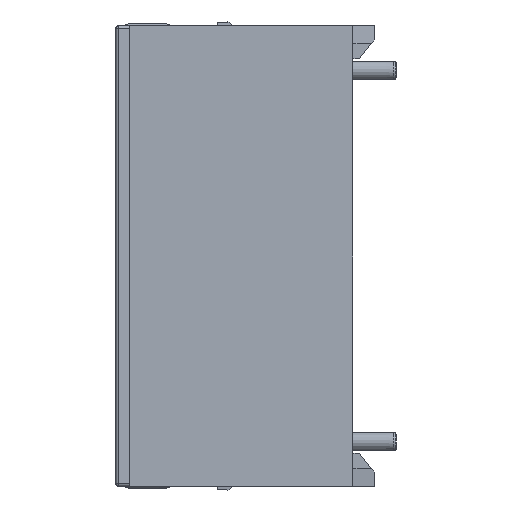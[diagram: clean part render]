
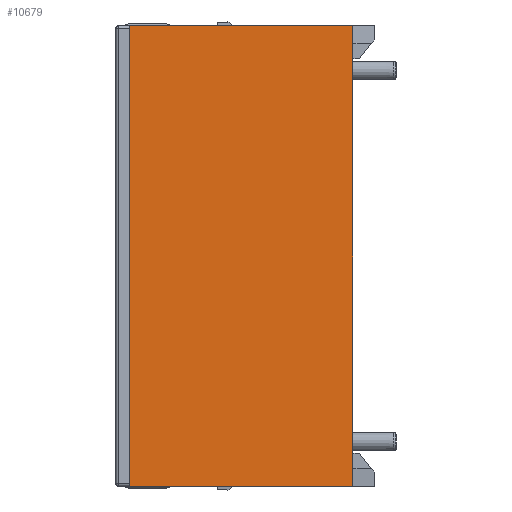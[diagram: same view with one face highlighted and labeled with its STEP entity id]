
A CAD part, front view. The second image highlights one B-rep face of the part: STEP entity #10679.
In plain terms, the highlighted planar face has unit normal (0.011, -1, 0).
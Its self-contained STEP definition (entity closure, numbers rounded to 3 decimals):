
#2564=DIRECTION('',(1.,0.01,0.));
#2565=VECTOR('',#2564,17.501);
#2566=CARTESIAN_POINT('',(-32.9,-9.7,1.3));
#2567=LINE('',#2566,#2565);
#2681=DIRECTION('',(-1.,-0.01,0.));
#2682=VECTOR('',#2681,17.501);
#2683=CARTESIAN_POINT('',(-15.4,-9.517,-34.8));
#2684=LINE('',#2683,#2682);
#2909=DIRECTION('',(0.,0.,1.));
#2910=VECTOR('',#2909,36.1);
#2911=CARTESIAN_POINT('',(-32.9,-9.7,-34.8));
#2912=LINE('',#2911,#2910);
#2913=DIRECTION('',(0.,0.,-1.));
#2914=VECTOR('',#2913,36.1);
#2915=CARTESIAN_POINT('',(-15.4,-9.517,1.3));
#2916=LINE('',#2915,#2914);
#6011=CARTESIAN_POINT('',(-15.4,-9.517,1.3));
#6012=VERTEX_POINT('',#6011);
#6013=CARTESIAN_POINT('',(-32.9,-9.7,1.3));
#6014=VERTEX_POINT('',#6013);
#6023=CARTESIAN_POINT('',(-32.9,-9.7,-34.8));
#6024=VERTEX_POINT('',#6023);
#6035=CARTESIAN_POINT('',(-15.4,-9.517,-34.8));
#6036=VERTEX_POINT('',#6035);
#10668=CARTESIAN_POINT('',(-24.15,-9.608,-16.75));
#10669=DIRECTION('',(-0.01,1.,0.));
#10670=DIRECTION('',(-1.,-0.01,0.));
#10671=AXIS2_PLACEMENT_3D('',#10668,#10669,#10670);
#10672=PLANE('',#10671);
#10673=ORIENTED_EDGE('',*,*,#10362,.T.);
#10674=ORIENTED_EDGE('',*,*,#10279,.T.);
#10675=ORIENTED_EDGE('',*,*,#10647,.T.);
#10676=ORIENTED_EDGE('',*,*,#10437,.T.);
#10677=EDGE_LOOP('',(#10673,#10674,#10675,#10676));
#10678=FACE_OUTER_BOUND('',#10677,.F.);
#10679=ADVANCED_FACE('',(#10678),#10672,.F.);
#10279=EDGE_CURVE('',#6014,#6012,#2567,.T.);
#10362=EDGE_CURVE('',#6024,#6014,#2912,.T.);
#10437=EDGE_CURVE('',#6036,#6024,#2684,.T.);
#10647=EDGE_CURVE('',#6012,#6036,#2916,.T.);
